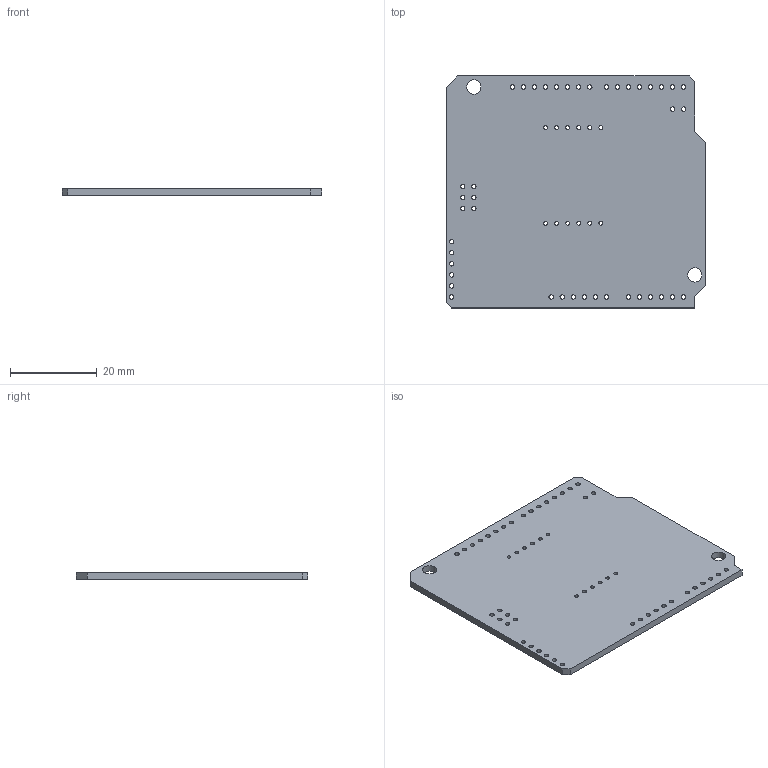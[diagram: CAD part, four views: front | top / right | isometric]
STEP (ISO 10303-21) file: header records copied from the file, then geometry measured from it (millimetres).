
FILE_DESCRIPTION(('KiCad electronic assembly'),'2;1');
FILE_NAME('working.step','2023-07-24T11:49:04',('Pcbnew'),('Kicad'), 'Open CASCADE STEP processor 7.6','KiCad to STEP converter','Unknown' );
FILE_SCHEMA(('AUTOMOTIVE_DESIGN { 1 0 10303 214 1 1 1 1 }'));
Length unit declared in the file: millimetre
Products named in the file (2): working 1; _autosave-working PCB
Assembly tree (1 placements, depth 2):
  working 1
    _autosave-working PCB
Bounding box: 59.69 x 53.34 x 1.6 mm (x, y, z)
Volume: 4920.1 mm3; surface area: 6804.3 mm2
Topology: 1 solids, 1 shells, 69 faces, 201 edges, 134 vertices
Faces by surface type: cylinder 56, plane 13
Full cylindrical faces by diameter (mm): 0.9 x12, 1.016 x42, 3.302 x2
Entity records: 5567 total; most frequent: CARTESIAN_POINT 1480, DIRECTION 745, ORIENTED_EDGE 402, PCURVE 402, DEFINITIONAL_REPRESENTATION 402, LINE 379, VECTOR 379, EDGE_CURVE 201
